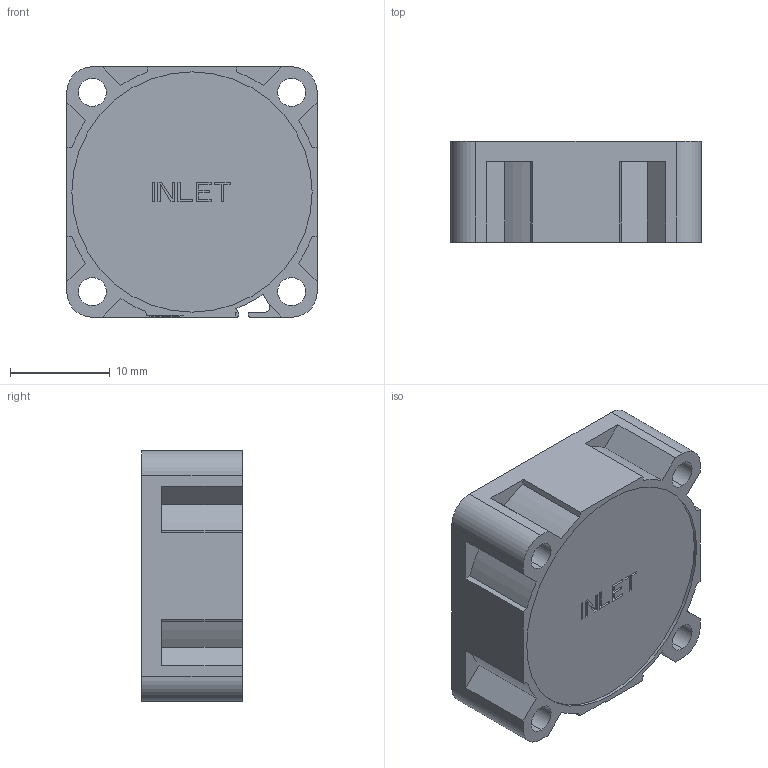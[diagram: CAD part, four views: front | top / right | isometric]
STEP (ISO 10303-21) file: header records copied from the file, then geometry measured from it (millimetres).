
FILE_DESCRIPTION((''),'2;1');
FILE_NAME('410003840002','2017-07-13T',('yiliang.gong'),(''),'CREO PARAMETRIC BY PTC INC, 2015080','CREO PARAMETRIC BY PTC INC, 2015080','');
FILE_SCHEMA(('CONFIG_CONTROL_DESIGN'));
Length unit declared in the file: millimetre
Products named in the file (1): 410003840002
Bounding box: 25.1 x 10.12 x 25.1 mm (x, y, z)
Volume: 5453.5 mm3; surface area: 2778.5 mm2
Topology: 1 solids, 1 shells, 155 faces, 423 edges, 281 vertices
Faces by surface type: plane 114, cylinder 40, torus 1
Entity records: 4955 total; most frequent: CARTESIAN_POINT 905, ORIENTED_EDGE 846, DIRECTION 801, EDGE_CURVE 423, VECTOR 343, LINE 343, VERTEX_POINT 281, AXIS2_PLACEMENT_3D 229
